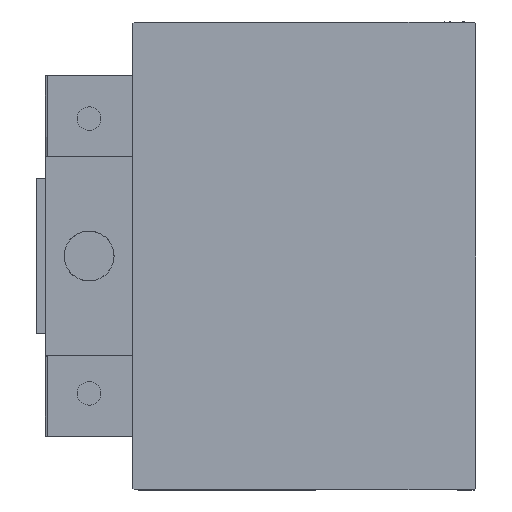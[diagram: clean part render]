
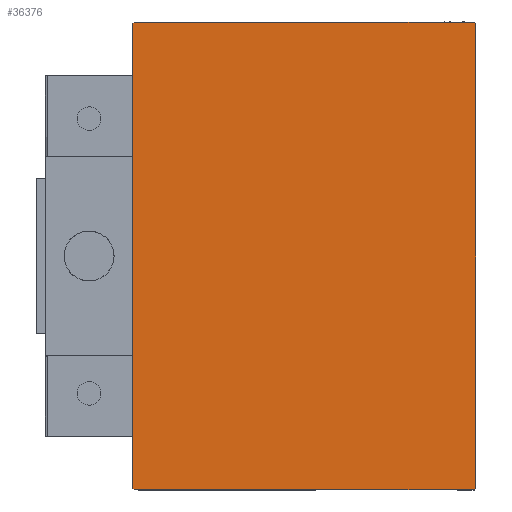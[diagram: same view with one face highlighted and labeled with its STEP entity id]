
A CAD part, left-side view. The second image highlights one B-rep face of the part: STEP entity #36376.
In plain terms, the highlighted face is planar.
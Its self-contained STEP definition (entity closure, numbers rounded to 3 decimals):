
#5 = VECTOR ( 'NONE', #41184, 1000. ) ;
#152 = EDGE_LOOP ( 'NONE', ( #37835, #26129, #49425, #5735, #45435, #25883, #37140, #22526 ) ) ;
#703 = CARTESIAN_POINT ( 'NONE',  ( 105., 32.35, -32.35 ) ) ;
#3782 = VERTEX_POINT ( 'NONE', #22478 ) ;
#4806 = VECTOR ( 'NONE', #32114, 1000. ) ;
#5735 = ORIENTED_EDGE ( 'NONE', *, *, #15876, .T. ) ;
#6241 = VERTEX_POINT ( 'NONE', #21807 ) ;
#6312 = VECTOR ( 'NONE', #36485, 1000. ) ;
#7428 = VECTOR ( 'NONE', #29768, 1000. ) ;
#9016 = EDGE_CURVE ( 'NONE', #37786, #6241, #49420, .T. ) ;
#9988 = LINE ( 'NONE', #20825, #4806 ) ;
#10561 = LINE ( 'NONE', #26395, #5 ) ;
#10879 = LINE ( 'NONE', #37976, #16257 ) ;
#11783 = PLANE ( 'NONE',  #26638 ) ;
#13887 = CARTESIAN_POINT ( 'NONE',  ( 105., -27.5, 37.5 ) ) ;
#13942 = LINE ( 'NONE', #17952, #7428 ) ;
#14515 = EDGE_CURVE ( 'NONE', #3782, #37786, #9988, .T. ) ;
#14649 = DIRECTION ( 'NONE',  ( 0., -1., 0. ) ) ;
#15372 = CARTESIAN_POINT ( 'NONE',  ( 105., 27.2, -37.5 ) ) ;
#15876 = EDGE_CURVE ( 'NONE', #18396, #30881, #23978, .T. ) ;
#16257 = VECTOR ( 'NONE', #14649, 1000. ) ;
#17575 = EDGE_CURVE ( 'NONE', #44456, #3782, #32436, .T. ) ;
#17595 = VECTOR ( 'NONE', #18037, 1000. ) ;
#17952 = CARTESIAN_POINT ( 'NONE',  ( 105., 27.5, -37.5 ) ) ;
#17988 = VECTOR ( 'NONE', #29207, 1000. ) ;
#18037 = DIRECTION ( 'NONE',  ( 0., 0.707, -0.707 ) ) ;
#18396 = VERTEX_POINT ( 'NONE', #39721 ) ;
#19317 = CARTESIAN_POINT ( 'NONE',  ( 105., 0., 0. ) ) ;
#20719 = EDGE_CURVE ( 'NONE', #30881, #24444, #10879, .T. ) ;
#20825 = CARTESIAN_POINT ( 'NONE',  ( 105., -27.5, -37.5 ) ) ;
#21807 = CARTESIAN_POINT ( 'NONE',  ( 105., 27.5, -37.2 ) ) ;
#22478 = CARTESIAN_POINT ( 'NONE',  ( 105., -27.2, -37.5 ) ) ;
#22526 = ORIENTED_EDGE ( 'NONE', *, *, #17575, .T. ) ;
#23978 = LINE ( 'NONE', #40012, #6312 ) ;
#24444 = VERTEX_POINT ( 'NONE', #42367 ) ;
#25883 = ORIENTED_EDGE ( 'NONE', *, *, #27701, .T. ) ;
#26129 = ORIENTED_EDGE ( 'NONE', *, *, #9016, .T. ) ;
#26395 = CARTESIAN_POINT ( 'NONE',  ( 105., -32.35, 32.35 ) ) ;
#26638 = AXIS2_PLACEMENT_3D ( 'NONE', #19317, #35366, #34631 ) ;
#27701 = EDGE_CURVE ( 'NONE', #24444, #30698, #10561, .T. ) ;
#29207 = DIRECTION ( 'NONE',  ( 0., 0., -1. ) ) ;
#29768 = DIRECTION ( 'NONE',  ( 0., 0., 1. ) ) ;
#30698 = VERTEX_POINT ( 'NONE', #43305 ) ;
#30881 = VERTEX_POINT ( 'NONE', #46013 ) ;
#32114 = DIRECTION ( 'NONE',  ( 0., 1., 0. ) ) ;
#32436 = LINE ( 'NONE', #33354, #17595 ) ;
#33354 = CARTESIAN_POINT ( 'NONE',  ( 105., -32.35, -32.35 ) ) ;
#33476 = VECTOR ( 'NONE', #38862, 1000. ) ;
#33527 = FACE_OUTER_BOUND ( 'NONE', #152, .T. ) ;
#34631 = DIRECTION ( 'NONE',  ( 0., 0., -1. ) ) ;
#35366 = DIRECTION ( 'NONE',  ( 1., 0., 0. ) ) ;
#36376 = ADVANCED_FACE ( 'NONE', ( #33527 ), #11783, .T. ) ;
#36485 = DIRECTION ( 'NONE',  ( 0., -0.707, 0.707 ) ) ;
#37140 = ORIENTED_EDGE ( 'NONE', *, *, #42282, .T. ) ;
#37630 = EDGE_CURVE ( 'NONE', #6241, #18396, #13942, .T. ) ;
#37786 = VERTEX_POINT ( 'NONE', #15372 ) ;
#37835 = ORIENTED_EDGE ( 'NONE', *, *, #14515, .T. ) ;
#37976 = CARTESIAN_POINT ( 'NONE',  ( 105., 27.5, 37.5 ) ) ;
#38862 = DIRECTION ( 'NONE',  ( 0., 0.707, 0.707 ) ) ;
#39721 = CARTESIAN_POINT ( 'NONE',  ( 105., 27.5, 37.2 ) ) ;
#39972 = CARTESIAN_POINT ( 'NONE',  ( 105., -27.5, -37.2 ) ) ;
#40012 = CARTESIAN_POINT ( 'NONE',  ( 105., 32.35, 32.35 ) ) ;
#41184 = DIRECTION ( 'NONE',  ( 0., -0.707, -0.707 ) ) ;
#42282 = EDGE_CURVE ( 'NONE', #30698, #44456, #44507, .T. ) ;
#42367 = CARTESIAN_POINT ( 'NONE',  ( 105., -27.2, 37.5 ) ) ;
#43305 = CARTESIAN_POINT ( 'NONE',  ( 105., -27.5, 37.2 ) ) ;
#44456 = VERTEX_POINT ( 'NONE', #39972 ) ;
#44507 = LINE ( 'NONE', #13887, #17988 ) ;
#45435 = ORIENTED_EDGE ( 'NONE', *, *, #20719, .T. ) ;
#46013 = CARTESIAN_POINT ( 'NONE',  ( 105., 27.2, 37.5 ) ) ;
#49420 = LINE ( 'NONE', #703, #33476 ) ;
#49425 = ORIENTED_EDGE ( 'NONE', *, *, #37630, .T. ) ;
